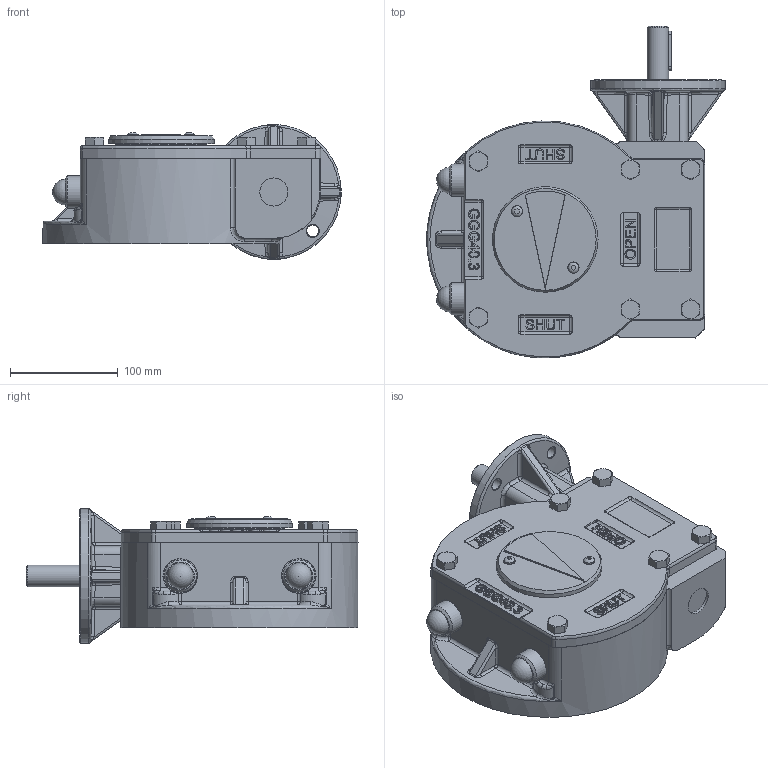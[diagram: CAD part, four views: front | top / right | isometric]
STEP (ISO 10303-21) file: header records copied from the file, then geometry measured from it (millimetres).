
FILE_DESCRIPTION(/* description */ ('Unknown'),/* implementation_level */ '2;1');
FILE_NAME(/* name */ 'AB1250MN LH',/* time_stamp */ '2016-12-09T15:09:44+00:00',/* author */ ('Unknown'),/* organization */ ('Unknown'),/* preprocessor_version */ 'ST-DEVELOPER v16',/* originating_system */ 'DEX',/* authorisation */ $);
FILE_SCHEMA (('AUTOMOTIVE_DESIGN {1 0 10303 214 3 1 1}'));
Length unit declared in the file: millimetre
Products named in the file (1): AB1250MN LH
Bounding box: 276.87 x 308.05 x 125 mm (x, y, z)
Surface area: 285390 mm2 (no closed solid volume)
Topology: 0 solids, 57 shells, 701 faces, 2100 edges, 1451 vertices
Faces by surface type: plane 334, cylinder 130, bspline 109, cone 72, sphere 32, torus 24
Full cylindrical faces by diameter (mm): 8 x2, 10 x6, 10.106 x4, 11 x4, 12 x4, 17.294 x4, 20 x2, 26 x2, 30 x2, 32 x2, 70 x1, 84 x1, 85 x1, 98 x1, 125 x1, 220 x1
Entity records: 37044 total; most frequent: CARTESIAN_POINT 19095, ORIENTED_EDGE 3323, DIRECTION 2993, EDGE_CURVE 1946, VERTEX_POINT 1417, AXIS2_PLACEMENT_3D 1148, FACE_BOUND 919, EDGE_LOOP 911
